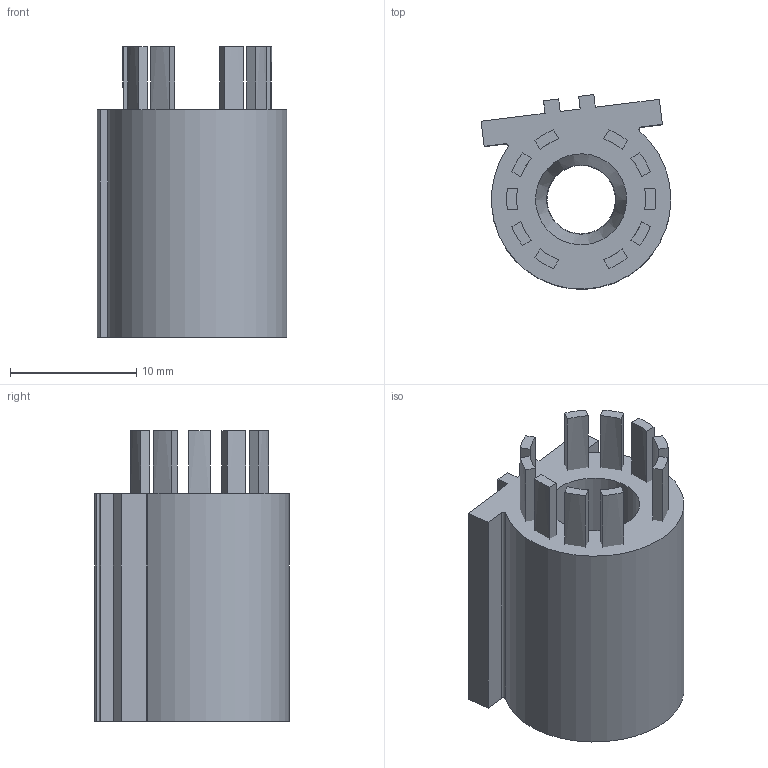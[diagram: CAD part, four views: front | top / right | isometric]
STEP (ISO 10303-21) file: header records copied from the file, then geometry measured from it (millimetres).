
FILE_DESCRIPTION (( 'STEP AP203' ), '1' );
FILE_NAME ('S95746-G02.STEP', '2025-01-22T09:02:12', ( '' ), ( '' ), 'SwSTEP 2.0', 'SolidWorks 2023', '' );
FILE_SCHEMA (( 'CONFIG_CONTROL_DESIGN' ));
Length unit declared in the file: millimetre
Products named in the file (3): S95746-G02; K95746-C_monoblock; V95804-B_Monoblock
Assembly tree (2 placements, depth 2):
  S95746-G02
    K95746-C_monoblock
    V95804-B_Monoblock
Bounding box: 15.01 x 15.38 x 23 mm (x, y, z)
Volume: 2851.9 mm3; surface area: 2961.9 mm2
Topology: 2 solids, 2 shells, 68 faces, 190 edges, 124 vertices
Faces by surface type: plane 55, cylinder 6, cone 5, torus 2
Full cylindrical faces by diameter (mm): 7.2 x1, 10.2 x1, 11.8 x1
Entity records: 2431 total; most frequent: DIRECTION 380, CARTESIAN_POINT 373, ORIENTED_EDGE 356, EDGE_CURVE 178, AXIS2_PLACEMENT_3D 129, LINE 122, VERTEX_POINT 122, VECTOR 122
